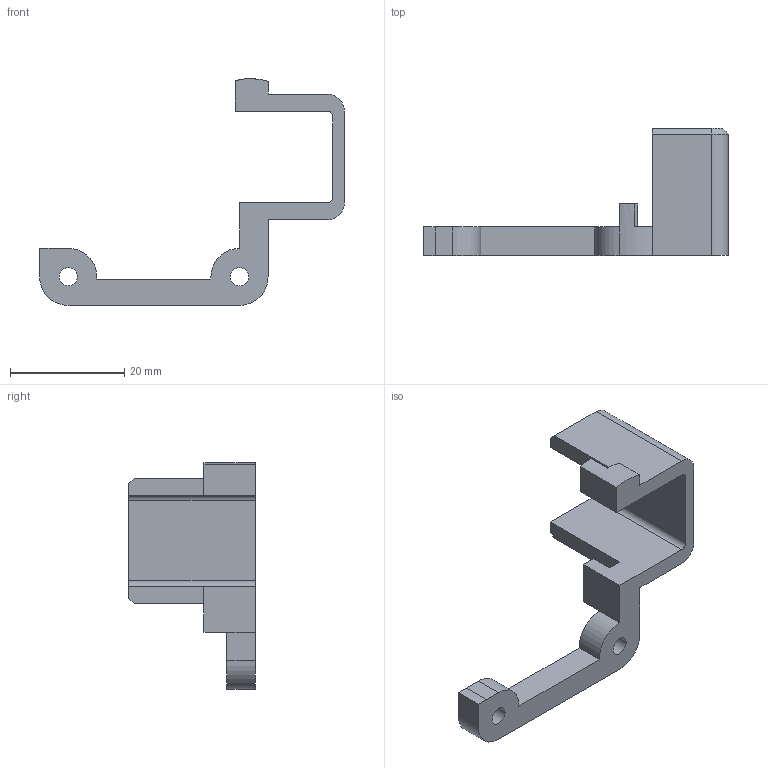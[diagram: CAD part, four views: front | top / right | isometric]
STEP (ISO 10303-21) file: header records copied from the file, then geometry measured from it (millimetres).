
FILE_DESCRIPTION(('HOOPS Exchange Step'),'2;1');
FILE_NAME('temp_export','2024-05-07T15:04:47+09:00',('mobile'),('Shapr3D Limited'),'HOOPS Exchange 2024.2','Shapr3D','Authorized');
FILE_SCHEMA( ('AUTOMOTIVE_DESIGN { 1 0 10303 214 1 1 1 1 }') );
Length unit declared in the file: millimetre
Products named in the file (1): Thermal-cover_hikmicro-mini2_a
Bounding box: 53.35 x 22.2 x 39.71 mm (x, y, z)
Volume: 4163 mm3; surface area: 3731.5 mm2
Topology: 1 solids, 1 shells, 44 faces, 122 edges, 80 vertices
Faces by surface type: plane 31, cylinder 11, cone 2
Full cylindrical faces by diameter (mm): 3.2 x2
Entity records: 1434 total; most frequent: CARTESIAN_POINT 247, ORIENTED_EDGE 244, DIRECTION 240, EDGE_CURVE 122, VECTOR 94, LINE 94, VERTEX_POINT 80, AXIS2_PLACEMENT_3D 73
